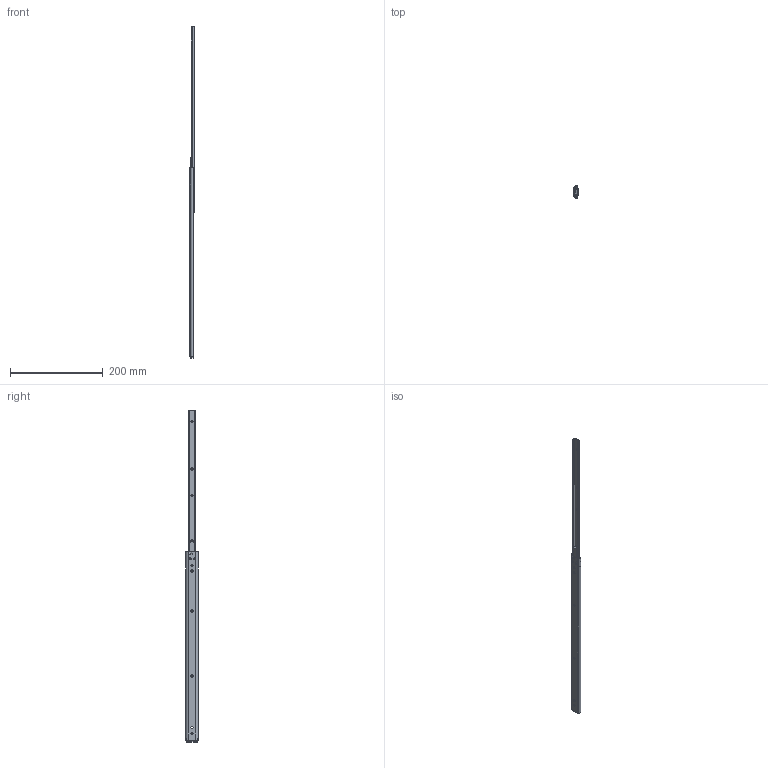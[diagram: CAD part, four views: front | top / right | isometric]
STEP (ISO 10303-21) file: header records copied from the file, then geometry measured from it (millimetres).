
FILE_DESCRIPTION (( 'STEP AP203' ), '1' );
FILE_NAME ('U2725-16.STEP', '2021-01-29T04:38:14', ( '' ), ( '' ), 'SwSTEP 2.0', 'SolidWorks 2019', '' );
FILE_SCHEMA (( 'CONFIG_CONTROL_DESIGN' ));
Length unit declared in the file: millimetre
Products named in the file (7): SBP806 リードイン; SBP804; PN101リベット; U2725-16 IM ; U2725-16; U2725-16 OM ; SBP807（バネ圧縮）
Assembly tree (7 placements, depth 2):
  U2725-16
    U2725-16 OM 
    SBP806 リードイン
    SBP804
    U2725-16 IM 
    SBP807（バネ圧縮）
    PN101リベット  x2
Bounding box: 9.5 x 26.8 x 714.2 mm (x, y, z)
Volume: 39362.7 mm3; surface area: 56751 mm2
Topology: 7 solids, 7 shells, 272 faces, 720 edges, 464 vertices
Faces by surface type: cylinder 138, plane 118, sphere 8, torus 4, bspline 4
Entity records: 9469 total; most frequent: CARTESIAN_POINT 1919, DIRECTION 1466, ORIENTED_EDGE 1400, EDGE_CURVE 700, AXIS2_PLACEMENT_3D 541, VERTEX_POINT 456, VECTOR 384, LINE 384
